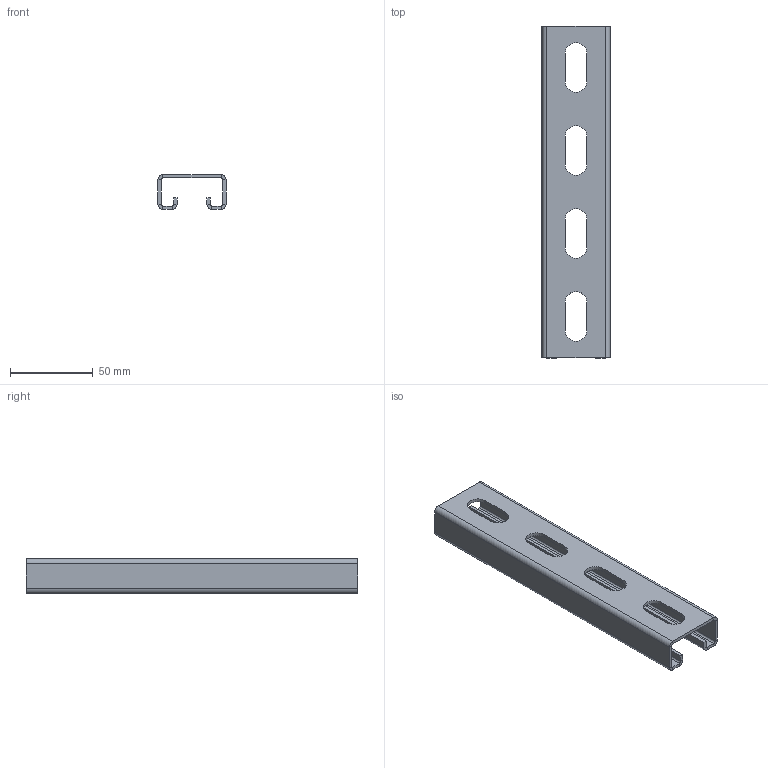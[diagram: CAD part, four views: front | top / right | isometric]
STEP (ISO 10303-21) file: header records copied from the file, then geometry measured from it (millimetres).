
FILE_DESCRIPTION((''),'2;1');
FILE_NAME('646202_PRT','2018-12-05T12:38:28',('tomasz.grudniewski'),(''),'CREO PARAMETRIC BY PTC INC, 2018260','CREO PARAMETRIC BY PTC INC, 2018260','');
FILE_SCHEMA(('CONFIG_CONTROL_DESIGN'));
Length unit declared in the file: millimetre
Products named in the file (1): 646202_PRT
Bounding box: 41 x 200 x 21 mm (x, y, z)
Volume: 38310 mm3; surface area: 40120.1 mm2
Topology: 1 solids, 1 shells, 70 faces, 156 edges, 88 vertices
Faces by surface type: plane 50, cylinder 20
Entity records: 1930 total; most frequent: DIRECTION 336, CARTESIAN_POINT 314, ORIENTED_EDGE 312, EDGE_CURVE 156, VECTOR 116, LINE 116, AXIS2_PLACEMENT_3D 110, VERTEX_POINT 88
